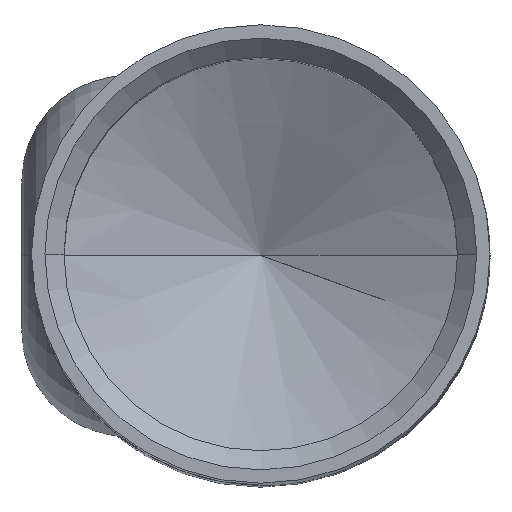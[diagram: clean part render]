
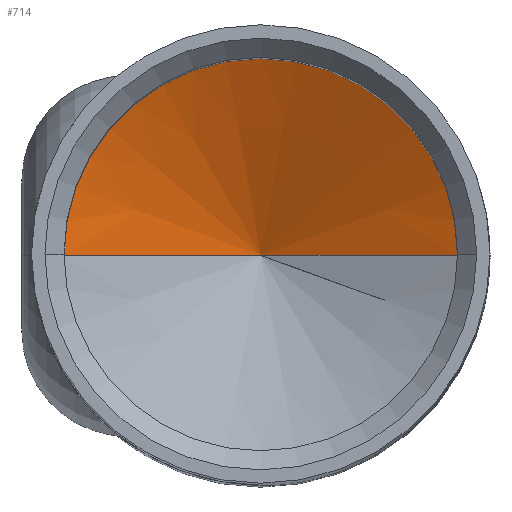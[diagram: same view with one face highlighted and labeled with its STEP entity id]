
A CAD part, top view. The second image highlights one B-rep face of the part: STEP entity #714.
In plain terms, the highlighted conical face has half-angle 65 degrees and reference radius 5.15 mm.
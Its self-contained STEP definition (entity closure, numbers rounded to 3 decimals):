
#287 = CARTESIAN_POINT ( 'NONE',  ( -5.15, 0., 19.5 ) ) ;
#295 = ORIENTED_EDGE ( 'NONE', *, *, #1130, .T. ) ;
#330 = VERTEX_POINT ( 'NONE', #1888 ) ;
#381 = VECTOR ( 'NONE', #2127, 1000. ) ;
#448 = EDGE_CURVE ( 'NONE', #330, #889, #1470, .T. ) ;
#455 = CIRCLE ( 'NONE', #1691, 5.15 ) ;
#539 = DIRECTION ( 'NONE',  ( 0.906, 0., 0.423 ) ) ;
#574 = FACE_OUTER_BOUND ( 'NONE', #1926, .T. ) ;
#657 = CARTESIAN_POINT ( 'NONE',  ( 0., 0., 19.5 ) ) ;
#714 = ADVANCED_FACE ( 'NONE', ( #574 ), #1055, .F. ) ;
#806 = AXIS2_PLACEMENT_3D ( 'NONE', #1260, #2101, #909 ) ;
#889 = VERTEX_POINT ( 'NONE', #1949 ) ;
#909 = DIRECTION ( 'NONE',  ( 1., 0., 0. ) ) ;
#950 = VECTOR ( 'NONE', #539, 1000. ) ;
#955 = ORIENTED_EDGE ( 'NONE', *, *, #448, .F. ) ;
#1055 = CONICAL_SURFACE ( 'NONE', #806, 5.15, 1.134 ) ;
#1130 = EDGE_CURVE ( 'NONE', #330, #1171, #2037, .T. ) ;
#1171 = VERTEX_POINT ( 'NONE', #2077 ) ;
#1193 = CARTESIAN_POINT ( 'NONE',  ( 5.15, 0., 19.5 ) ) ;
#1260 = CARTESIAN_POINT ( 'NONE',  ( 0., 0., 19.5 ) ) ;
#1310 = DIRECTION ( 'NONE',  ( 1., 0., 0. ) ) ;
#1332 = DIRECTION ( 'NONE',  ( 0., 0., 1. ) ) ;
#1470 = LINE ( 'NONE', #287, #381 ) ;
#1691 = AXIS2_PLACEMENT_3D ( 'NONE', #657, #1332, #1310 ) ;
#1875 = EDGE_CURVE ( 'NONE', #1171, #889, #455, .T. ) ;
#1888 = CARTESIAN_POINT ( 'NONE',  ( 0., 0., 17.099 ) ) ;
#1926 = EDGE_LOOP ( 'NONE', ( #955, #295, #2100 ) ) ;
#1949 = CARTESIAN_POINT ( 'NONE',  ( -5.15, 0., 19.5 ) ) ;
#2037 = LINE ( 'NONE', #1193, #950 ) ;
#2077 = CARTESIAN_POINT ( 'NONE',  ( 5.15, 0., 19.5 ) ) ;
#2100 = ORIENTED_EDGE ( 'NONE', *, *, #1875, .T. ) ;
#2101 = DIRECTION ( 'NONE',  ( 0., 0., 1. ) ) ;
#2127 = DIRECTION ( 'NONE',  ( -0.906, 0., 0.423 ) ) ;
